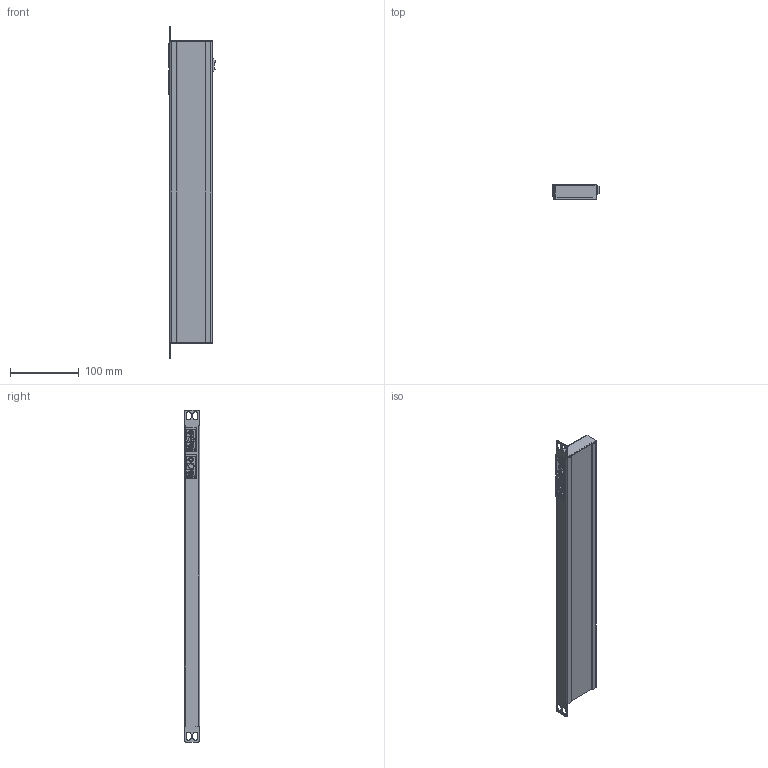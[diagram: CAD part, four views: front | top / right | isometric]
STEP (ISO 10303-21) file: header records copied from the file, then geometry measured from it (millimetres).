
FILE_DESCRIPTION(/* description */ (''),/* implementation_level */ '2;1');
FILE_NAME(/* name */ '110195_LED-19Z-05HE-ST-E.stp',/* time_stamp */ '2021-09-03T15:24:29+02:00',/* author */ ('CAD'),/* organization */ (''),/* preprocessor_version */ 'ST-DEVELOPER v15.6',/* originating_system */ 'Autodesk Inventor 2015',/* authorisation */ '');
FILE_SCHEMA (('AUTOMOTIVE_DESIGN { 1 0 10303 214 3 1 1 }'));
Length unit declared in the file: millimetre
Products named in the file (1): 110195_LED-19Z-05HE-ST-E_Shrinkwrap_1
Bounding box: 67.89 x 22.3 x 482 mm (x, y, z)
Surface area: 159854.8 mm2 (no closed solid volume)
Topology: 0 solids, 33 shells, 1396 faces, 4101 edges, 2719 vertices
Faces by surface type: plane 1035, cylinder 258, bspline 64, cone 31, sphere 8
Full cylindrical faces by diameter (mm): 2.797 x1, 2.8 x2
Entity records: 48995 total; most frequent: CARTESIAN_POINT 11513, ORIENTED_EDGE 7600, DIRECTION 7268, EDGE_CURVE 4089, LINE 3360, VECTOR 3360, VERTEX_POINT 2719, AXIS2_PLACEMENT_3D 1954
